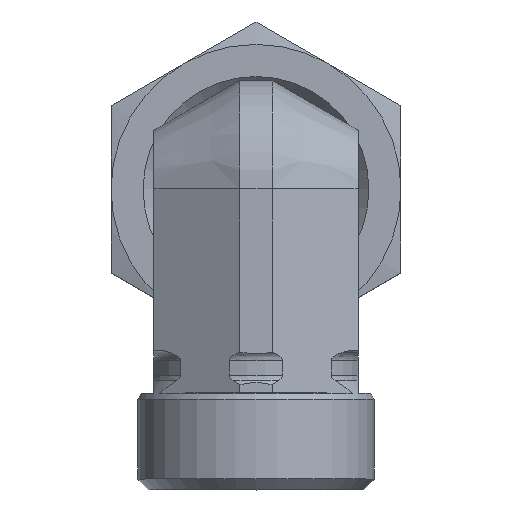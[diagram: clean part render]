
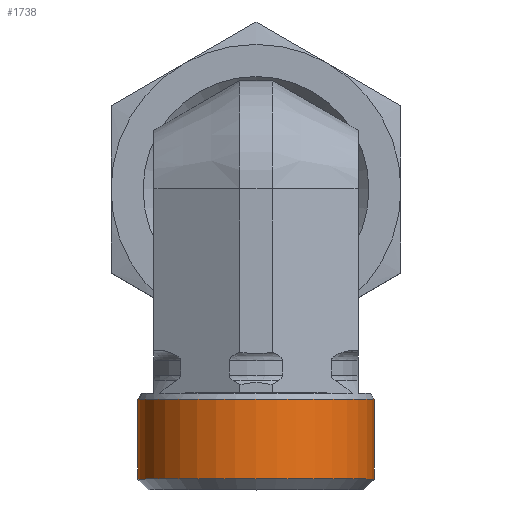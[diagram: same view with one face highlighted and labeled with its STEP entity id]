
A CAD part, top view. The second image highlights one B-rep face of the part: STEP entity #1738.
In plain terms, the highlighted cylindrical face has radius 11 mm (diameter 22 mm), a full revolution.
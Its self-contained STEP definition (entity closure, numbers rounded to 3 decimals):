
#1696=CARTESIAN_POINT('',(-6.621,-18.852,19.0));
#1697=VERTEX_POINT('',#1696);
#1698=CARTESIAN_POINT('',(-17.621,-18.852,19.0));
#1699=DIRECTION('',(0.0,-1.0,0.0));
#1700=DIRECTION('',(-1.0,0.0,0.0));
#1701=AXIS2_PLACEMENT_3D('',#1698,#1699,#1700);
#1702=CIRCLE('',#1701,11.0);
#1703=EDGE_CURVE('',#1697,#1697,#1702,.T.);
#1719=CARTESIAN_POINT('',(-17.621,-19.852,19.0));
#1720=DIRECTION('',(0.0,1.0,0.0));
#1721=DIRECTION('',(-1.0,0.0,0.0));
#1722=AXIS2_PLACEMENT_3D('',#1719,#1720,#1721);
#1723=CYLINDRICAL_SURFACE('',#1722,11.0);
#1724=CARTESIAN_POINT('',(-28.621,-11.444,19.));
#1725=VERTEX_POINT('',#1724);
#1726=CARTESIAN_POINT('',(-17.621,-11.444,19.0));
#1727=DIRECTION('',(0.0,-1.0,0.0));
#1728=DIRECTION('',(-1.0,0.0,0.0));
#1729=AXIS2_PLACEMENT_3D('',#1726,#1727,#1728);
#1730=CIRCLE('',#1729,11.0);
#1731=EDGE_CURVE('',#1725,#1725,#1730,.T.);
#1732=ORIENTED_EDGE('',*,*,#1731,.T.);
#1733=EDGE_LOOP('',(#1732));
#1734=FACE_OUTER_BOUND('',#1733,.T.);
#1735=ORIENTED_EDGE('',*,*,#1703,.F.);
#1736=EDGE_LOOP('',(#1735));
#1737=FACE_BOUND('',#1736,.T.);
#1738=ADVANCED_FACE('',(#1734,#1737),#1723,.T.);
